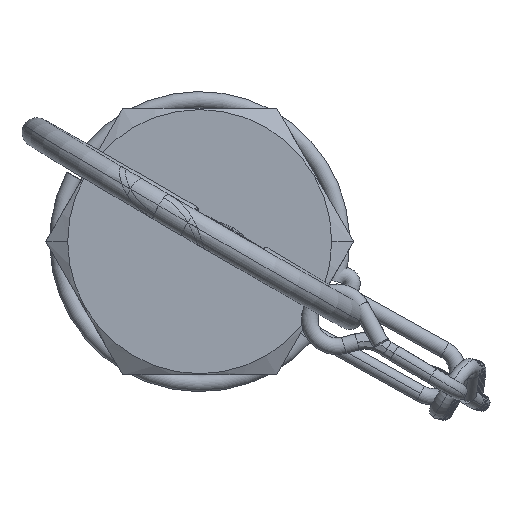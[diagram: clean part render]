
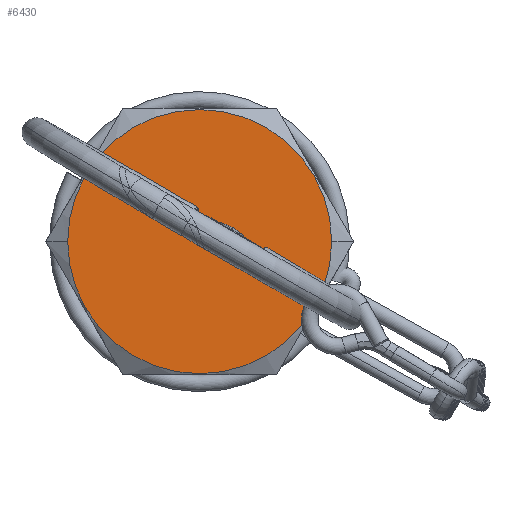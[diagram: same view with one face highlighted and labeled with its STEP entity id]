
A CAD part, left-side view. The second image highlights one B-rep face of the part: STEP entity #6430.
In plain terms, the highlighted planar face has unit normal (-1, 0, 0).
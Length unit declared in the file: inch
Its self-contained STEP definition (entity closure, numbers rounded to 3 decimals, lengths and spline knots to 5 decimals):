
#1547 = PLANE ( 'NONE',  #7253 ) ;
#1599 = DIRECTION ( 'NONE',  ( 1., 0., 0. ) ) ;
#1929 = FACE_OUTER_BOUND ( 'NONE', #6677, .T. ) ;
#1996 = ORIENTED_EDGE ( 'NONE', *, *, #6554, .F. ) ;
#2659 = VERTEX_POINT ( 'NONE', #5170 ) ;
#3073 = VERTEX_POINT ( 'NONE', #3496 ) ;
#3365 = EDGE_CURVE ( 'NONE', #3073, #2659, #3914, .T. ) ;
#3496 = CARTESIAN_POINT ( 'NONE',  ( -0.54, 0.495, 0. ) ) ;
#3546 = CARTESIAN_POINT ( 'NONE',  ( -0.54, 0., 0. ) ) ;
#3914 = CIRCLE ( 'NONE', #6002, 0.495 ) ;
#4314 = DIRECTION ( 'NONE',  ( 0., -1., 0. ) ) ;
#4452 = CIRCLE ( 'NONE', #7075, 0.495 ) ;
#4916 = DIRECTION ( 'NONE',  ( 0., 1., 0. ) ) ;
#4921 = CARTESIAN_POINT ( 'NONE',  ( -0.54, 0., 0. ) ) ;
#5142 = ORIENTED_EDGE ( 'NONE', *, *, #3365, .F. ) ;
#5170 = CARTESIAN_POINT ( 'NONE',  ( -0.54, -0.495, 0. ) ) ;
#5267 = DIRECTION ( 'NONE',  ( 0., 1., 0. ) ) ;
#6002 = AXIS2_PLACEMENT_3D ( 'NONE', #7319, #6672, #5267 ) ;
#6430 = ADVANCED_FACE ( 'NONE', ( #1929 ), #1547, .T. ) ;
#6554 = EDGE_CURVE ( 'NONE', #2659, #3073, #4452, .T. ) ;
#6672 = DIRECTION ( 'NONE',  ( 1., 0., 0. ) ) ;
#6677 = EDGE_LOOP ( 'NONE', ( #5142, #1996 ) ) ;
#7075 = AXIS2_PLACEMENT_3D ( 'NONE', #3546, #1599, #4916 ) ;
#7253 = AXIS2_PLACEMENT_3D ( 'NONE', #4921, #8369, #4314 ) ;
#7319 = CARTESIAN_POINT ( 'NONE',  ( -0.54, 0., 0. ) ) ;
#8369 = DIRECTION ( 'NONE',  ( -1., 0., 0. ) ) ;
